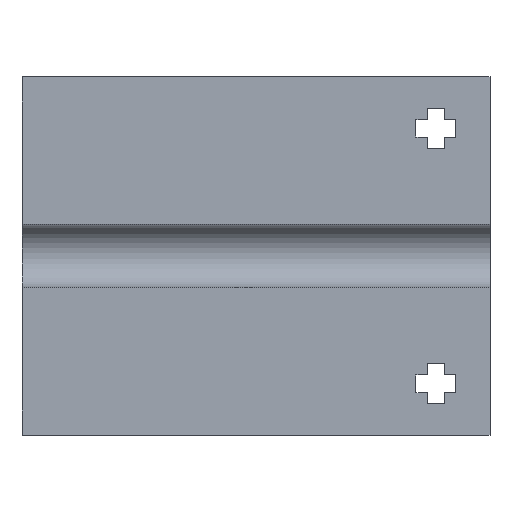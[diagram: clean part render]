
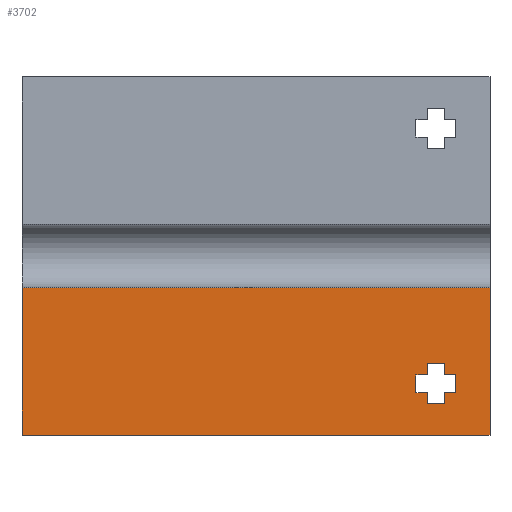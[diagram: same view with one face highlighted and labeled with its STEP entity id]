
A CAD part, front view. The second image highlights one B-rep face of the part: STEP entity #3702.
In plain terms, the highlighted planar face has unit normal (0, -1, 0).
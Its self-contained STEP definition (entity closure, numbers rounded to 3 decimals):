
#95=FACE_BOUND('',#560,.T.);
#345=FACE_OUTER_BOUND('',#559,.T.);
#559=EDGE_LOOP('',(#3281,#3282,#3283,#3284));
#560=EDGE_LOOP('',(#3285,#3286,#3287,#3288,#3289,#3290,#3291,#3292,#3293,
#3294,#3295,#3296));
#796=LINE('',#5625,#1239);
#799=LINE('',#5631,#1242);
#803=LINE('',#5640,#1246);
#807=LINE('',#5648,#1250);
#810=LINE('',#5652,#1253);
#813=LINE('',#5660,#1256);
#818=LINE('',#5669,#1261);
#822=LINE('',#5676,#1265);
#824=LINE('',#5680,#1267);
#827=LINE('',#5686,#1270);
#830=LINE('',#5692,#1273);
#832=LINE('',#5695,#1275);
#972=LINE('',#6007,#1415);
#989=LINE('',#6042,#1432);
#1005=LINE('',#6071,#1448);
#1006=LINE('',#6073,#1449);
#1239=VECTOR('',#4516,10.);
#1242=VECTOR('',#4521,10.);
#1246=VECTOR('',#4527,10.);
#1250=VECTOR('',#4535,10.);
#1253=VECTOR('',#4540,10.);
#1256=VECTOR('',#4545,10.);
#1261=VECTOR('',#4554,10.);
#1265=VECTOR('',#4560,10.);
#1267=VECTOR('',#4566,10.);
#1270=VECTOR('',#4571,10.);
#1273=VECTOR('',#4576,10.);
#1275=VECTOR('',#4580,10.);
#1415=VECTOR('',#4860,10.);
#1432=VECTOR('',#4885,10.);
#1448=VECTOR('',#4915,10.);
#1449=VECTOR('',#4918,10.);
#1654=VERTEX_POINT('',#5622);
#1655=VERTEX_POINT('',#5624);
#1657=VERTEX_POINT('',#5630);
#1660=VERTEX_POINT('',#5637);
#1661=VERTEX_POINT('',#5639);
#1663=VERTEX_POINT('',#5647);
#1666=VERTEX_POINT('',#5657);
#1667=VERTEX_POINT('',#5659);
#1669=VERTEX_POINT('',#5668);
#1671=VERTEX_POINT('',#5674);
#1673=VERTEX_POINT('',#5684);
#1675=VERTEX_POINT('',#5690);
#1776=VERTEX_POINT('',#6004);
#1777=VERTEX_POINT('',#6006);
#1790=VERTEX_POINT('',#6040);
#1791=VERTEX_POINT('',#6041);
#2090=EDGE_CURVE('',#1655,#1654,#796,.T.);
#2093=EDGE_CURVE('',#1657,#1655,#799,.T.);
#2097=EDGE_CURVE('',#1661,#1660,#803,.T.);
#2101=EDGE_CURVE('',#1663,#1657,#807,.T.);
#2104=EDGE_CURVE('',#1660,#1663,#810,.T.);
#2107=EDGE_CURVE('',#1667,#1666,#813,.T.);
#2112=EDGE_CURVE('',#1669,#1667,#818,.T.);
#2116=EDGE_CURVE('',#1666,#1671,#822,.T.);
#2118=EDGE_CURVE('',#1654,#1669,#824,.T.);
#2121=EDGE_CURVE('',#1671,#1673,#827,.T.);
#2124=EDGE_CURVE('',#1673,#1675,#830,.T.);
#2126=EDGE_CURVE('',#1675,#1661,#832,.T.);
#2281=EDGE_CURVE('',#1777,#1776,#972,.T.);
#2300=EDGE_CURVE('',#1790,#1791,#989,.T.);
#2317=EDGE_CURVE('',#1776,#1791,#1005,.T.);
#2318=EDGE_CURVE('',#1777,#1790,#1006,.T.);
#3281=ORIENTED_EDGE('',*,*,#2317,.T.);
#3282=ORIENTED_EDGE('',*,*,#2300,.F.);
#3283=ORIENTED_EDGE('',*,*,#2318,.F.);
#3284=ORIENTED_EDGE('',*,*,#2281,.T.);
#3285=ORIENTED_EDGE('',*,*,#2104,.T.);
#3286=ORIENTED_EDGE('',*,*,#2101,.T.);
#3287=ORIENTED_EDGE('',*,*,#2093,.T.);
#3288=ORIENTED_EDGE('',*,*,#2090,.T.);
#3289=ORIENTED_EDGE('',*,*,#2118,.T.);
#3290=ORIENTED_EDGE('',*,*,#2112,.T.);
#3291=ORIENTED_EDGE('',*,*,#2107,.T.);
#3292=ORIENTED_EDGE('',*,*,#2116,.T.);
#3293=ORIENTED_EDGE('',*,*,#2121,.T.);
#3294=ORIENTED_EDGE('',*,*,#2124,.T.);
#3295=ORIENTED_EDGE('',*,*,#2126,.T.);
#3296=ORIENTED_EDGE('',*,*,#2097,.T.);
#3522=PLANE('',#3973);
#3702=ADVANCED_FACE('',(#345,#95),#3522,.T.);
#3973=AXIS2_PLACEMENT_3D('',#6072,#4916,#4917);
#4516=DIRECTION('',(-1.,0.,0.));
#4521=DIRECTION('',(0.,0.,1.));
#4527=DIRECTION('',(-1.,0.,0.));
#4535=DIRECTION('',(-1.,0.,0.));
#4540=DIRECTION('',(0.,0.,-1.));
#4545=DIRECTION('',(0.,0.,1.));
#4554=DIRECTION('',(1.,0.,0.));
#4560=DIRECTION('',(1.,0.,0.));
#4566=DIRECTION('',(0.,0.,1.));
#4571=DIRECTION('',(0.,0.,-1.));
#4576=DIRECTION('',(1.,0.,0.));
#4580=DIRECTION('',(0.,0.,-1.));
#4860=DIRECTION('',(0.,0.,-1.));
#4885=DIRECTION('',(0.,0.,-1.));
#4915=DIRECTION('',(1.,0.,0.));
#4916=DIRECTION('center_axis',(0.,-1.,0.));
#4917=DIRECTION('ref_axis',(0.,0.,-1.));
#4918=DIRECTION('',(1.,0.,0.));
#5622=CARTESIAN_POINT('',(35.7,-12.,-17.15));
#5624=CARTESIAN_POINT('',(37.1,-12.,-17.15));
#5625=CARTESIAN_POINT('',(18.55,-12.,-17.15));
#5630=CARTESIAN_POINT('',(37.1,-12.,-18.55));
#5631=CARTESIAN_POINT('',(37.1,-12.,-11.259));
#5637=CARTESIAN_POINT('',(39.3,-12.,-17.15));
#5639=CARTESIAN_POINT('',(40.7,-12.,-17.15));
#5640=CARTESIAN_POINT('',(20.35,-12.,-17.15));
#5647=CARTESIAN_POINT('',(39.3,-12.,-18.55));
#5648=CARTESIAN_POINT('',(19.65,-12.,-18.55));
#5652=CARTESIAN_POINT('',(39.3,-12.,-10.559));
#5657=CARTESIAN_POINT('',(37.1,-12.,-13.55));
#5659=CARTESIAN_POINT('',(37.1,-12.,-14.95));
#5660=CARTESIAN_POINT('',(37.1,-12.,-9.459));
#5668=CARTESIAN_POINT('',(35.7,-12.,-14.95));
#5669=CARTESIAN_POINT('',(17.85,-12.,-14.95));
#5674=CARTESIAN_POINT('',(39.3,-12.,-13.55));
#5676=CARTESIAN_POINT('',(18.55,-12.,-13.55));
#5680=CARTESIAN_POINT('',(35.7,-12.,-10.559));
#5684=CARTESIAN_POINT('',(39.3,-12.,-14.95));
#5686=CARTESIAN_POINT('',(39.3,-12.,-8.759));
#5690=CARTESIAN_POINT('',(40.7,-12.,-14.95));
#5692=CARTESIAN_POINT('',(19.65,-12.,-14.95));
#5695=CARTESIAN_POINT('',(40.7,-12.,-9.459));
#6004=CARTESIAN_POINT('',(-13.8,-12.,-22.5));
#6006=CARTESIAN_POINT('',(-13.8,-12.,-3.969));
#6007=CARTESIAN_POINT('',(-13.8,-12.,-11.25));
#6040=CARTESIAN_POINT('',(45.,-12.,-3.969));
#6041=CARTESIAN_POINT('',(45.,-12.,-22.5));
#6042=CARTESIAN_POINT('',(45.,-12.,-1.984));
#6071=CARTESIAN_POINT('',(0.,-12.,-22.5));
#6072=CARTESIAN_POINT('Origin',(0.,-12.,-3.969));
#6073=CARTESIAN_POINT('',(0.,-12.,-3.969));
